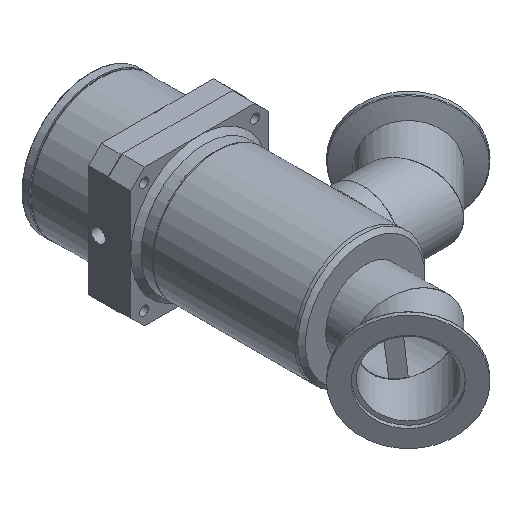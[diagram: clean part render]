
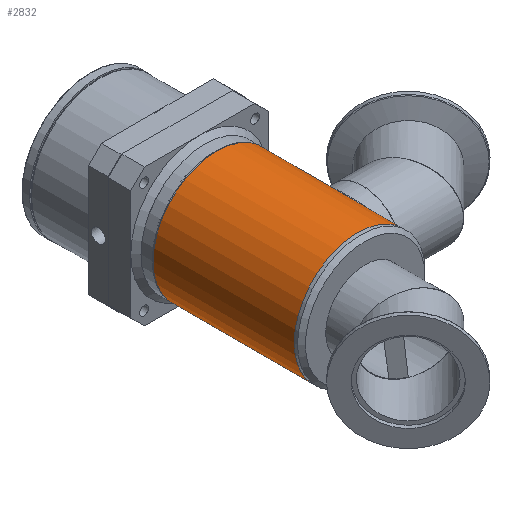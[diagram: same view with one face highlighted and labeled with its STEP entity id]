
A CAD part, isometric view. The second image highlights one B-rep face of the part: STEP entity #2832.
In plain terms, the highlighted cylindrical face has radius 41.275 mm (diameter 82.55 mm), a full revolution.
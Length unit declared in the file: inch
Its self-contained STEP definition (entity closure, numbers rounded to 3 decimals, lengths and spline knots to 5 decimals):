
#76=B_SPLINE_CURVE_WITH_KNOTS('',3,(#4909,#4910,#4911,#4912,#4913,#4914,
#4915,#4916,#4917,#4918,#4919,#4920,#4921,#4922,#4923,#4924,#4925,#4926,
#4927,#4928,#4929,#4930,#4931,#4932),.UNSPECIFIED.,.T.,.F.,(4,1,1,1,1,1,
1,1,1,1,1,1,1,1,1,1,1,1,1,1,1,4),(-15.82502,-15.25984,-14.69466,
-13.5643,-12.81073,-12.05716,-11.30359,
-10.55001,-9.79644,-9.04287,-8.2893,
-7.53572,-6.78215,-6.02858,-5.27501,
-4.52143,-3.76786,-3.01429,-2.26072,
-1.13036,-0.56518,0.),.UNSPECIFIED.);
#321=CYLINDRICAL_SURFACE('',#3217,1.625);
#466=FACE_BOUND('',#975,.T.);
#467=FACE_BOUND('',#976,.T.);
#657=FACE_OUTER_BOUND('',#974,.T.);
#974=EDGE_LOOP('',(#2220,#2221));
#975=EDGE_LOOP('',(#2222));
#976=EDGE_LOOP('',(#2223));
#1187=CIRCLE('',#3200,1.625);
#1188=CIRCLE('',#3201,1.625);
#1196=CIRCLE('',#3218,1.625);
#1420=VERTEX_POINT('',#4881);
#1421=VERTEX_POINT('',#4882);
#1429=VERTEX_POINT('',#4908);
#1430=VERTEX_POINT('',#4933);
#1708=EDGE_CURVE('',#1420,#1421,#1187,.T.);
#1709=EDGE_CURVE('',#1421,#1420,#1188,.T.);
#1717=EDGE_CURVE('',#1429,#1429,#76,.T.);
#1718=EDGE_CURVE('',#1430,#1430,#1196,.T.);
#2220=ORIENTED_EDGE('',*,*,#1709,.T.);
#2221=ORIENTED_EDGE('',*,*,#1708,.T.);
#2222=ORIENTED_EDGE('',*,*,#1717,.F.);
#2223=ORIENTED_EDGE('',*,*,#1718,.F.);
#2832=ADVANCED_FACE('',(#657,#466,#467),#321,.T.);
#3200=AXIS2_PLACEMENT_3D('',#4883,#3987,#3988);
#3201=AXIS2_PLACEMENT_3D('',#4884,#3989,#3990);
#3217=AXIS2_PLACEMENT_3D('',#4907,#4021,#4022);
#3218=AXIS2_PLACEMENT_3D('',#4934,#4023,#4024);
#3987=DIRECTION('center_axis',(0.,1.,0.));
#3988=DIRECTION('ref_axis',(0.,0.,
1.));
#3989=DIRECTION('center_axis',(0.,1.,0.));
#3990=DIRECTION('ref_axis',(0.,0.,
1.));
#4021=DIRECTION('center_axis',(0.,1.,0.));
#4022=DIRECTION('ref_axis',(0.,0.,
1.));
#4023=DIRECTION('center_axis',(0.,1.,0.));
#4024=DIRECTION('ref_axis',(0.,0.,
1.));
#4881=CARTESIAN_POINT('',(0.,-1.6,1.625));
#4882=CARTESIAN_POINT('',(0.,-1.6,-1.625));
#4883=CARTESIAN_POINT('Origin',(0.,-1.6,0.));
#4884=CARTESIAN_POINT('Origin',(0.,-1.6,0.));
#4907=CARTESIAN_POINT('Origin',(0.,-1.6,0.));
#4908=CARTESIAN_POINT('',(1.26029,0.,-1.02581));
#4909=CARTESIAN_POINT('Ctrl Pts',(1.26028,-0.00001,
-1.02582));
#4910=CARTESIAN_POINT('Ctrl Pts',(1.26028,0.08219,-1.02581));
#4911=CARTESIAN_POINT('Ctrl Pts',(1.27545,0.24645,-1.00755));
#4912=CARTESIAN_POINT('Ctrl Pts',(1.35561,0.55098,-0.90219));
#4913=CARTESIAN_POINT('Ctrl Pts',(1.48028,0.81754,-0.69691));
#4914=CARTESIAN_POINT('Ctrl Pts',(1.58706,1.00769,-0.38909));
#4915=CARTESIAN_POINT('Ctrl Pts',(1.63365,1.08401,-0.0801));
#4916=CARTESIAN_POINT('Ctrl Pts',(1.61739,1.05779,0.23919));
#4917=CARTESIAN_POINT('Ctrl Pts',(1.54507,0.93532,0.52878));
#4918=CARTESIAN_POINT('Ctrl Pts',(1.4402,0.73591,0.76433));
#4919=CARTESIAN_POINT('Ctrl Pts',(1.33287,0.47781,0.93441));
#4920=CARTESIAN_POINT('Ctrl Pts',(1.25728,0.16735,1.02975));
#4921=CARTESIAN_POINT('Ctrl Pts',(1.25729,-0.16765,1.02971));
#4922=CARTESIAN_POINT('Ctrl Pts',(1.33313,-0.47862,0.93417));
#4923=CARTESIAN_POINT('Ctrl Pts',(1.44086,-0.7373,0.76303));
#4924=CARTESIAN_POINT('Ctrl Pts',(1.54525,-0.93558,0.52815));
#4925=CARTESIAN_POINT('Ctrl Pts',(1.61745,-1.05788,0.23878));
#4926=CARTESIAN_POINT('Ctrl Pts',(1.6336,-1.08399,-0.08048));
#4927=CARTESIAN_POINT('Ctrl Pts',(1.58694,-1.00744,-0.38974));
#4928=CARTESIAN_POINT('Ctrl Pts',(1.47976,-0.81674,-0.69802));
#4929=CARTESIAN_POINT('Ctrl Pts',(1.35497,-0.549,-0.90306));
#4930=CARTESIAN_POINT('Ctrl Pts',(1.27557,-0.24668,-1.00737));
#4931=CARTESIAN_POINT('Ctrl Pts',(1.26028,-0.08221,
-1.02582));
#4932=CARTESIAN_POINT('Ctrl Pts',(1.26028,-0.00001,
-1.02582));
#4933=CARTESIAN_POINT('',(0.,2.,-1.625));
#4934=CARTESIAN_POINT('Origin',(0.,2.,0.));
